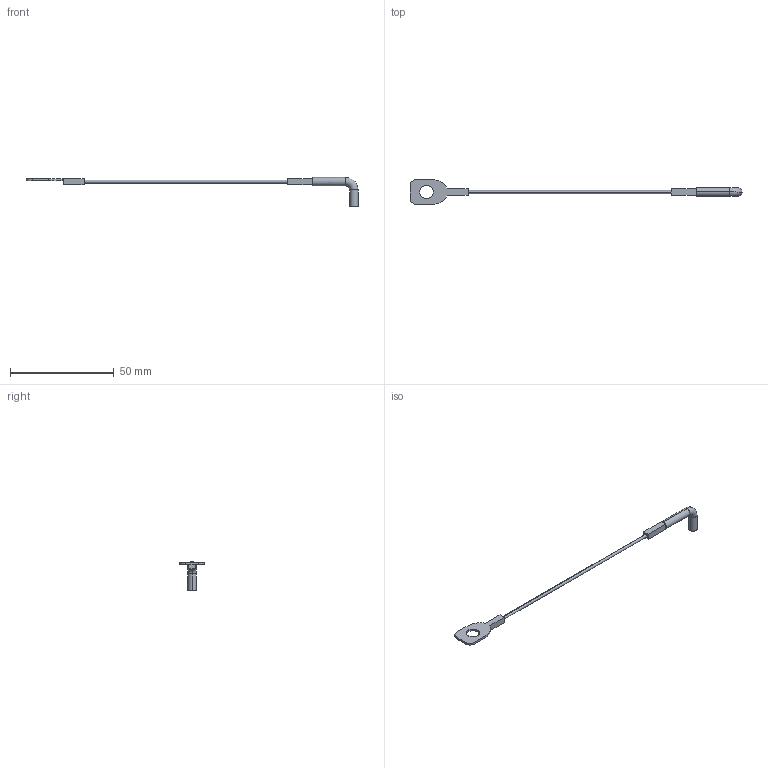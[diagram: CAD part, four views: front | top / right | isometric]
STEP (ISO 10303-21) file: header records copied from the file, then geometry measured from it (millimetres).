
FILE_DESCRIPTION (( 'STEP AP203' ), '1' );
FILE_NAME ('sone3D.STEP', '2014-08-12T07:50:40', ( '' ), ( '' ), 'SwSTEP 2.0', 'SolidWorks 2012', '' );
FILE_SCHEMA (( 'CONFIG_CONTROL_DESIGN' ));
Length unit declared in the file: millimetre
Products named in the file (1): sone3D
Bounding box: 160 x 12 x 14 mm (x, y, z)
Volume: 911.6 mm3; surface area: 1532 mm2
Topology: 1 solids, 1 shells, 40 faces, 94 edges, 58 vertices
Faces by surface type: plane 26, cylinder 12, torus 2
Entity records: 1221 total; most frequent: DIRECTION 210, CARTESIAN_POINT 193, ORIENTED_EDGE 188, EDGE_CURVE 94, AXIS2_PLACEMENT_3D 75, LINE 60, VECTOR 60, VERTEX_POINT 58
